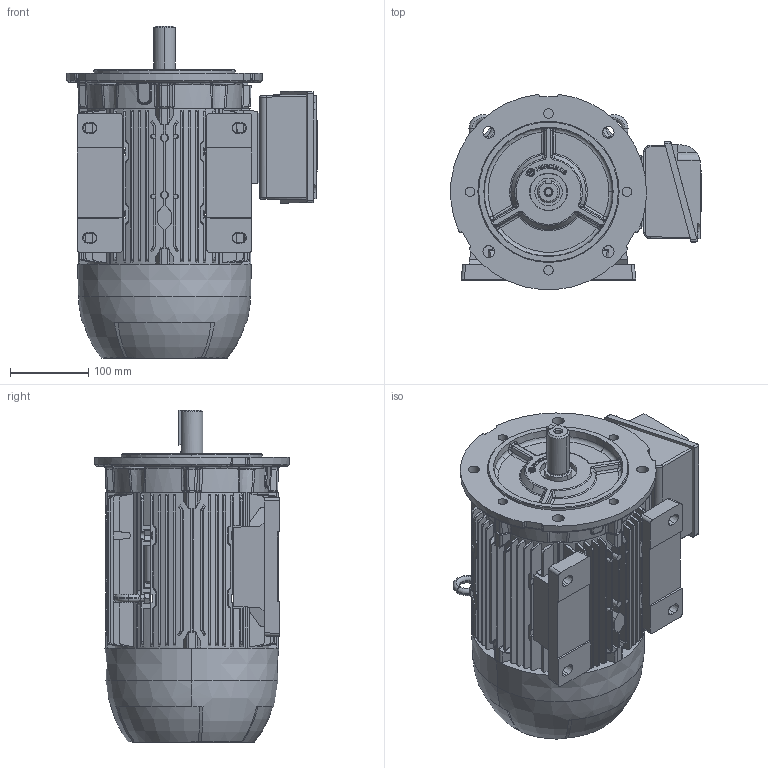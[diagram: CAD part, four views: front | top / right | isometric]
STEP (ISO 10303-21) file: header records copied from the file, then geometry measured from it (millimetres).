
FILE_DESCRIPTION (( 'STEP AP203' ), '1' );
FILE_NAME ('112L_CP_FF_LEFT.STEP', '2022-06-29T11:23:08', ( '' ), ( '' ), 'SwSTEP 2.0', 'SolidWorks 2020', '' );
FILE_SCHEMA (( 'CONFIG_CONTROL_DESIGN' ));
Length unit declared in the file: millimetre
Products named in the file (1): 112L_CP_FF_LEFT
Bounding box: 319.29 x 248.63 x 423.2 mm (x, y, z)
Surface area: 789458.2 mm2 (no closed solid volume)
Topology: 0 solids, 16 shells, 1857 faces, 5791 edges, 3881 vertices
Faces by surface type: plane 930, cylinder 394, cone 228, bspline 199, torus 103, sphere 3
Entity records: 73722 total; most frequent: CARTESIAN_POINT 27193, ORIENTED_EDGE 10185, DIRECTION 8407, EDGE_CURVE 5751, VERTEX_POINT 3881, LINE 2985, VECTOR 2985, AXIS2_PLACEMENT_3D 2711
